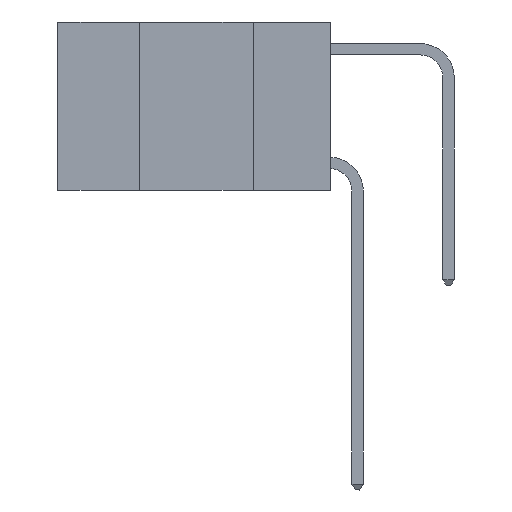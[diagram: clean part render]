
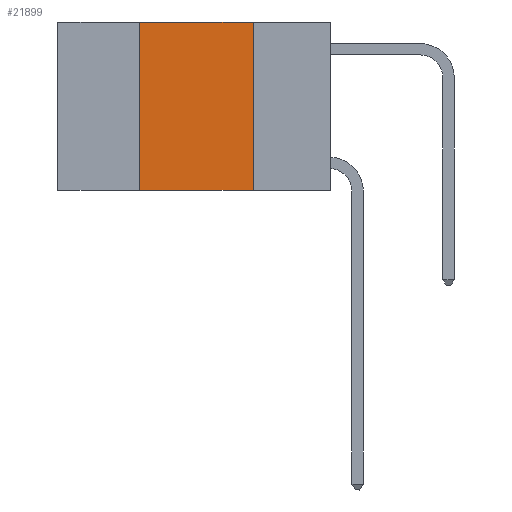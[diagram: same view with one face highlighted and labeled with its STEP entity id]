
A CAD part, left-side view. The second image highlights one B-rep face of the part: STEP entity #21899.
In plain terms, the highlighted planar face has unit normal (-1, 0, 0).
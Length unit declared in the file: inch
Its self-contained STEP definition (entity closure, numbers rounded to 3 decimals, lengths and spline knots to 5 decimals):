
#21 = DIRECTION ( 'NONE',  ( 0., 0., -1. ) ) ;
#1941 = CARTESIAN_POINT ( 'NONE',  ( 0., 0.6, -0.37 ) ) ;
#2486 = DIRECTION ( 'NONE',  ( 0., 0., -1. ) ) ;
#2512 = CARTESIAN_POINT ( 'NONE',  ( 0., 0.6, 0. ) ) ;
#2644 = FACE_OUTER_BOUND ( 'NONE', #11869, .T. ) ;
#3204 = EDGE_CURVE ( 'NONE', #27783, #11537, #15023, .T. ) ;
#3976 = VERTEX_POINT ( 'NONE', #18574 ) ;
#4701 = DIRECTION ( 'NONE',  ( 1., 0., 0. ) ) ;
#4826 = LINE ( 'NONE', #6868, #25720 ) ;
#5744 = DIRECTION ( 'NONE',  ( 0., 0., 1. ) ) ;
#6868 = CARTESIAN_POINT ( 'NONE',  ( 0., 0.6, 0. ) ) ;
#7965 = EDGE_CURVE ( 'NONE', #3976, #11537, #15274, .T. ) ;
#11080 = ORIENTED_EDGE ( 'NONE', *, *, #7965, .F. ) ;
#11147 = VECTOR ( 'NONE', #2486, 39.37008 ) ;
#11537 = VERTEX_POINT ( 'NONE', #15064 ) ;
#11865 = ORIENTED_EDGE ( 'NONE', *, *, #14161, .F. ) ;
#11869 = EDGE_LOOP ( 'NONE', ( #11080, #11865, #11961, #16774 ) ) ;
#11961 = ORIENTED_EDGE ( 'NONE', *, *, #21781, .F. ) ;
#14161 = EDGE_CURVE ( 'NONE', #21266, #3976, #4826, .T. ) ;
#15023 = LINE ( 'NONE', #1941, #20894 ) ;
#15064 = CARTESIAN_POINT ( 'NONE',  ( 0., 0.17, -0.37 ) ) ;
#15274 = LINE ( 'NONE', #24311, #11147 ) ;
#15864 = DIRECTION ( 'NONE',  ( 0., -1., 0. ) ) ;
#16774 = ORIENTED_EDGE ( 'NONE', *, *, #3204, .T. ) ;
#18574 = CARTESIAN_POINT ( 'NONE',  ( 0., 0.17, 0. ) ) ;
#18734 = VECTOR ( 'NONE', #5744, 39.37008 ) ;
#19065 = CARTESIAN_POINT ( 'NONE',  ( 0., 0.42, -0.37 ) ) ;
#19392 = CARTESIAN_POINT ( 'NONE',  ( 0., 0.42, 0. ) ) ;
#20894 = VECTOR ( 'NONE', #21720, 39.37008 ) ;
#21266 = VERTEX_POINT ( 'NONE', #19392 ) ;
#21720 = DIRECTION ( 'NONE',  ( 0., -1., 0. ) ) ;
#21781 = EDGE_CURVE ( 'NONE', #27783, #21266, #28556, .T. ) ;
#21899 = ADVANCED_FACE ( 'NONE', ( #2644 ), #26527, .F. ) ;
#23594 = CARTESIAN_POINT ( 'NONE',  ( 0., 0.42, 0. ) ) ;
#24311 = CARTESIAN_POINT ( 'NONE',  ( 0., 0.17, 0. ) ) ;
#25720 = VECTOR ( 'NONE', #15864, 39.37008 ) ;
#26230 = AXIS2_PLACEMENT_3D ( 'NONE', #2512, #4701, #21 ) ;
#26527 = PLANE ( 'NONE',  #26230 ) ;
#27783 = VERTEX_POINT ( 'NONE', #19065 ) ;
#28556 = LINE ( 'NONE', #23594, #18734 ) ;
